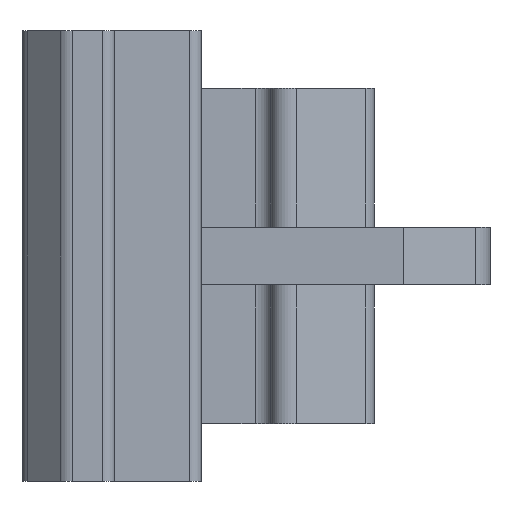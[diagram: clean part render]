
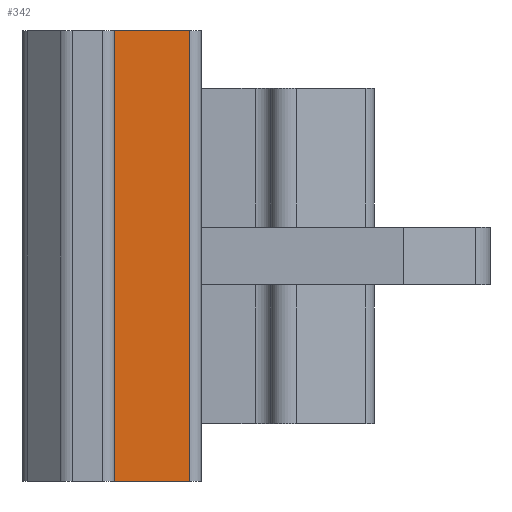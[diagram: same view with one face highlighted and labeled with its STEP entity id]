
A CAD part, left-side view. The second image highlights one B-rep face of the part: STEP entity #342.
In plain terms, the highlighted planar face has unit normal (-1, 0, 0).
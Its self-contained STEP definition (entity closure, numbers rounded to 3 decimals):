
#342=ADVANCED_FACE('',(#507),#409,.T.);
#409=PLANE('',#2373);
#507=FACE_OUTER_BOUND('',#614,.T.);
#614=EDGE_LOOP('',(#1161,#1162,#1163,#1164));
#1161=ORIENTED_EDGE('',*,*,#1477,.F.);
#1162=ORIENTED_EDGE('',*,*,#1551,.T.);
#1163=ORIENTED_EDGE('',*,*,#1762,.T.);
#1164=ORIENTED_EDGE('',*,*,#1524,.T.);
#1271=VERTEX_POINT('',#3067);
#1272=VERTEX_POINT('',#3068);
#1311=VERTEX_POINT('',#3162);
#1332=VERTEX_POINT('',#3212);
#1477=EDGE_CURVE('',#1271,#1272,#1788,.T.);
#1524=EDGE_CURVE('',#1311,#1272,#1821,.T.);
#1551=EDGE_CURVE('',#1271,#1332,#1837,.T.);
#1762=EDGE_CURVE('',#1332,#1311,#1971,.T.);
#1788=LINE('',#3066,#1993);
#1821=LINE('',#3161,#2026);
#1837=LINE('',#3213,#2042);
#1971=LINE('',#3625,#2176);
#1993=VECTOR('',#2418,1.);
#2026=VECTOR('',#2495,1.);
#2042=VECTOR('',#2539,1.);
#2176=VECTOR('',#2981,1.);
#2373=AXIS2_PLACEMENT_3D('',#3626,#2982,#2983);
#2418=DIRECTION('',(0.,0.,1.));
#2495=DIRECTION('',(0.,1.,0.));
#2539=DIRECTION('',(0.,-1.,0.));
#2981=DIRECTION('',(0.,0.,1.));
#2982=DIRECTION('',(-1.,0.,0.));
#2983=DIRECTION('',(0.,0.,1.));
#3066=CARTESIAN_POINT('',(-12.814,0.,0.));
#3067=CARTESIAN_POINT('',(-12.814,0.,-1.));
#3068=CARTESIAN_POINT('',(-12.814,0.,6.8));
#3161=CARTESIAN_POINT('',(-12.814,-0.75,6.8));
#3162=CARTESIAN_POINT('',(-12.814,-1.3,6.8));
#3212=CARTESIAN_POINT('',(-12.814,-1.3,-1.));
#3213=CARTESIAN_POINT('',(-12.814,-0.75,-1.));
#3625=CARTESIAN_POINT('',(-12.814,-1.3,5.8));
#3626=CARTESIAN_POINT('',(-12.814,-0.75,0.));
